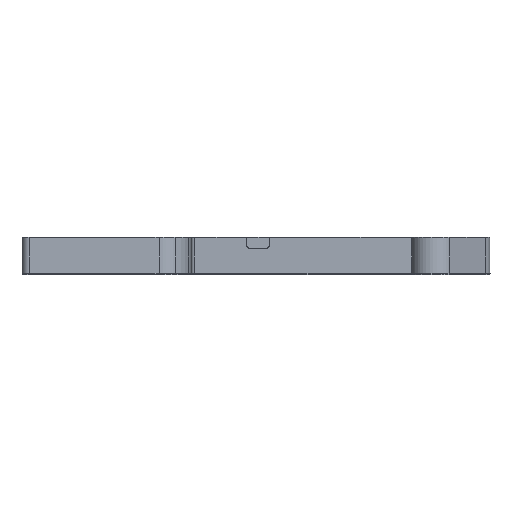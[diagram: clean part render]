
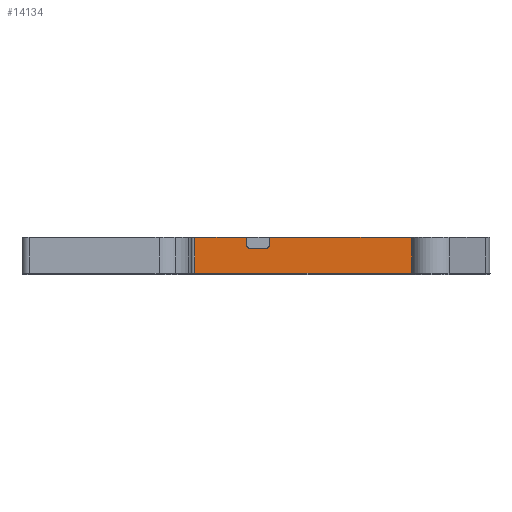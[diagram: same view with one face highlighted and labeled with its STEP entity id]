
A CAD part, front view. The second image highlights one B-rep face of the part: STEP entity #14134.
In plain terms, the highlighted planar face has unit normal (0, -1, 0).
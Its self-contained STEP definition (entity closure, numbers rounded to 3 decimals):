
#16 = CARTESIAN_POINT ( 'NONE',  ( 22.958, 21.03, 55.079 ) ) ;
#185 = EDGE_LOOP ( 'NONE', ( #11282, #8395, #1202, #10764, #1085, #11935, #10978, #15258, #2083, #11060 ) ) ;
#395 = CARTESIAN_POINT ( 'NONE',  ( 22.458, 21.03, 53.529 ) ) ;
#779 = VERTEX_POINT ( 'NONE', #15619 ) ;
#969 = DIRECTION ( 'NONE',  ( 1., 0., 0. ) ) ;
#972 = DIRECTION ( 'NONE',  ( 0., 0., 1. ) ) ;
#1085 = ORIENTED_EDGE ( 'NONE', *, *, #2579, .F. ) ;
#1202 = ORIENTED_EDGE ( 'NONE', *, *, #9528, .F. ) ;
#1626 = VERTEX_POINT ( 'NONE', #1731 ) ;
#1693 = CARTESIAN_POINT ( 'NONE',  ( 22.751, 21.03, 53.529 ) ) ;
#1731 = CARTESIAN_POINT ( 'NONE',  ( 20.258, 21.03, 53.529 ) ) ;
#2083 = ORIENTED_EDGE ( 'NONE', *, *, #12825, .F. ) ;
#2091 = FACE_OUTER_BOUND ( 'NONE', #185, .T. ) ;
#2349 = CARTESIAN_POINT ( 'NONE',  ( 19.758, 21.03, 53.736 ) ) ;
#2579 = EDGE_CURVE ( 'NONE', #12655, #14078, #7729, .T. ) ;
#2632 = VECTOR ( 'NONE', #6865, 1000. ) ;
#2757 = CARTESIAN_POINT ( 'NONE',  ( 22.958, 21.03, 54.029 ) ) ;
#2796 = EDGE_CURVE ( 'NONE', #2958, #5837, #7823, .T. ) ;
#2958 = VERTEX_POINT ( 'NONE', #12631 ) ;
#3131 = CARTESIAN_POINT ( 'NONE',  ( 19.758, 21.03, 55.029 ) ) ;
#3370 = VERTEX_POINT ( 'NONE', #13913 ) ;
#3411 = LINE ( 'NONE', #16548, #5441 ) ;
#3646 = LINE ( 'NONE', #5541, #2632 ) ;
#4164 =( BOUNDED_CURVE ( )  B_SPLINE_CURVE ( 3, ( #395, #1693, #11929, #2757 ),
 .UNSPECIFIED., .F., .T. ) 
 B_SPLINE_CURVE_WITH_KNOTS ( ( 4, 4 ),
 ( 1.571, 3.142 ),
 .UNSPECIFIED. ) 
 CURVE ( )  GEOMETRIC_REPRESENTATION_ITEM ( )  RATIONAL_B_SPLINE_CURVE ( ( 1., 0.805, 0.805, 1. ) ) 
 REPRESENTATION_ITEM ( '' )  );
#4250 = CARTESIAN_POINT ( 'NONE',  ( 43.253, 21.03, 55.079 ) ) ;
#4958 = CARTESIAN_POINT ( 'NONE',  ( 12.549, 21.03, 55.079 ) ) ;
#5016 = DIRECTION ( 'NONE',  ( 0., 1., 0. ) ) ;
#5069 = PLANE ( 'NONE',  #11451 ) ;
#5293 = EDGE_CURVE ( 'NONE', #779, #1626, #16679, .T. ) ;
#5441 = VECTOR ( 'NONE', #972, 1000. ) ;
#5541 = CARTESIAN_POINT ( 'NONE',  ( 27.829, 21.03, 55.029 ) ) ;
#5837 = VERTEX_POINT ( 'NONE', #3131 ) ;
#5944 = VECTOR ( 'NONE', #6530, 1000. ) ;
#6280 = EDGE_CURVE ( 'NONE', #14078, #8960, #7373, .T. ) ;
#6397 = CARTESIAN_POINT ( 'NONE',  ( 20.258, 21.03, 53.529 ) ) ;
#6530 = DIRECTION ( 'NONE',  ( 0., 0., 1. ) ) ;
#6711 = CARTESIAN_POINT ( 'NONE',  ( 43.253, 21.03, 50.029 ) ) ;
#6865 = DIRECTION ( 'NONE',  ( 1., 0., 0. ) ) ;
#7034 = LINE ( 'NONE', #8825, #13858 ) ;
#7373 = LINE ( 'NONE', #6711, #16617 ) ;
#7653 = DIRECTION ( 'NONE',  ( -1., 0., 0. ) ) ;
#7729 = LINE ( 'NONE', #4250, #10728 ) ;
#7823 = LINE ( 'NONE', #16316, #8210 ) ;
#7883 = EDGE_CURVE ( 'NONE', #15924, #9698, #4164, .T. ) ;
#8074 = DIRECTION ( 'NONE',  ( 0., 0., -1. ) ) ;
#8127 = DIRECTION ( 'NONE',  ( -1., 0., 0. ) ) ;
#8210 = VECTOR ( 'NONE', #969, 1000. ) ;
#8395 = ORIENTED_EDGE ( 'NONE', *, *, #2796, .F. ) ;
#8825 = CARTESIAN_POINT ( 'NONE',  ( 20.258, 21.03, 53.529 ) ) ;
#8882 = CARTESIAN_POINT ( 'NONE',  ( 43.253, 21.03, 50.029 ) ) ;
#8960 = VERTEX_POINT ( 'NONE', #13062 ) ;
#9053 = CARTESIAN_POINT ( 'NONE',  ( 19.965, 21.03, 53.529 ) ) ;
#9528 = EDGE_CURVE ( 'NONE', #8960, #2958, #3411, .T. ) ;
#9698 = VERTEX_POINT ( 'NONE', #11692 ) ;
#9756 = EDGE_CURVE ( 'NONE', #5837, #779, #10500, .T. ) ;
#9870 = CARTESIAN_POINT ( 'NONE',  ( 43.253, 21.03, 55.029 ) ) ;
#10269 = EDGE_CURVE ( 'NONE', #9698, #3370, #16637, .T. ) ;
#10500 = LINE ( 'NONE', #10671, #12303 ) ;
#10671 = CARTESIAN_POINT ( 'NONE',  ( 19.758, 21.03, 55.079 ) ) ;
#10728 = VECTOR ( 'NONE', #8074, 1000. ) ;
#10764 = ORIENTED_EDGE ( 'NONE', *, *, #6280, .F. ) ;
#10978 = ORIENTED_EDGE ( 'NONE', *, *, #10269, .F. ) ;
#11060 = ORIENTED_EDGE ( 'NONE', *, *, #5293, .F. ) ;
#11230 = DIRECTION ( 'NONE',  ( 1., 0., 0. ) ) ;
#11282 = ORIENTED_EDGE ( 'NONE', *, *, #9756, .F. ) ;
#11451 = AXIS2_PLACEMENT_3D ( 'NONE', #4958, #5016, #7653 ) ;
#11692 = CARTESIAN_POINT ( 'NONE',  ( 22.958, 21.03, 54.029 ) ) ;
#11929 = CARTESIAN_POINT ( 'NONE',  ( 22.958, 21.03, 53.736 ) ) ;
#11935 = ORIENTED_EDGE ( 'NONE', *, *, #15856, .F. ) ;
#12303 = VECTOR ( 'NONE', #15737, 1000. ) ;
#12631 = CARTESIAN_POINT ( 'NONE',  ( 12.549, 21.03, 55.029 ) ) ;
#12655 = VERTEX_POINT ( 'NONE', #9870 ) ;
#12825 = EDGE_CURVE ( 'NONE', #1626, #15924, #7034, .T. ) ;
#13062 = CARTESIAN_POINT ( 'NONE',  ( 12.549, 21.03, 50.029 ) ) ;
#13858 = VECTOR ( 'NONE', #11230, 1000. ) ;
#13913 = CARTESIAN_POINT ( 'NONE',  ( 22.958, 21.03, 55.029 ) ) ;
#14078 = VERTEX_POINT ( 'NONE', #8882 ) ;
#14107 = CARTESIAN_POINT ( 'NONE',  ( 19.758, 21.03, 54.029 ) ) ;
#14134 = ADVANCED_FACE ( 'NONE', ( #2091 ), #5069, .F. ) ;
#14682 = CARTESIAN_POINT ( 'NONE',  ( 22.458, 21.03, 53.529 ) ) ;
#15258 = ORIENTED_EDGE ( 'NONE', *, *, #7883, .F. ) ;
#15619 = CARTESIAN_POINT ( 'NONE',  ( 19.758, 21.03, 54.029 ) ) ;
#15737 = DIRECTION ( 'NONE',  ( 0., 0., -1. ) ) ;
#15856 = EDGE_CURVE ( 'NONE', #3370, #12655, #3646, .T. ) ;
#15924 = VERTEX_POINT ( 'NONE', #14682 ) ;
#16316 = CARTESIAN_POINT ( 'NONE',  ( 27.829, 21.03, 55.029 ) ) ;
#16548 = CARTESIAN_POINT ( 'NONE',  ( 12.549, 21.03, 55.079 ) ) ;
#16617 = VECTOR ( 'NONE', #8127, 1000. ) ;
#16637 = LINE ( 'NONE', #16, #5944 ) ;
#16679 =( BOUNDED_CURVE ( )  B_SPLINE_CURVE ( 3, ( #14107, #2349, #9053, #6397 ),
 .UNSPECIFIED., .F., .F. ) 
 B_SPLINE_CURVE_WITH_KNOTS ( ( 4, 4 ),
 ( 0., 1.571 ),
 .UNSPECIFIED. ) 
 CURVE ( )  GEOMETRIC_REPRESENTATION_ITEM ( )  RATIONAL_B_SPLINE_CURVE ( ( 1., 0.805, 0.805, 1. ) ) 
 REPRESENTATION_ITEM ( '' )  );
